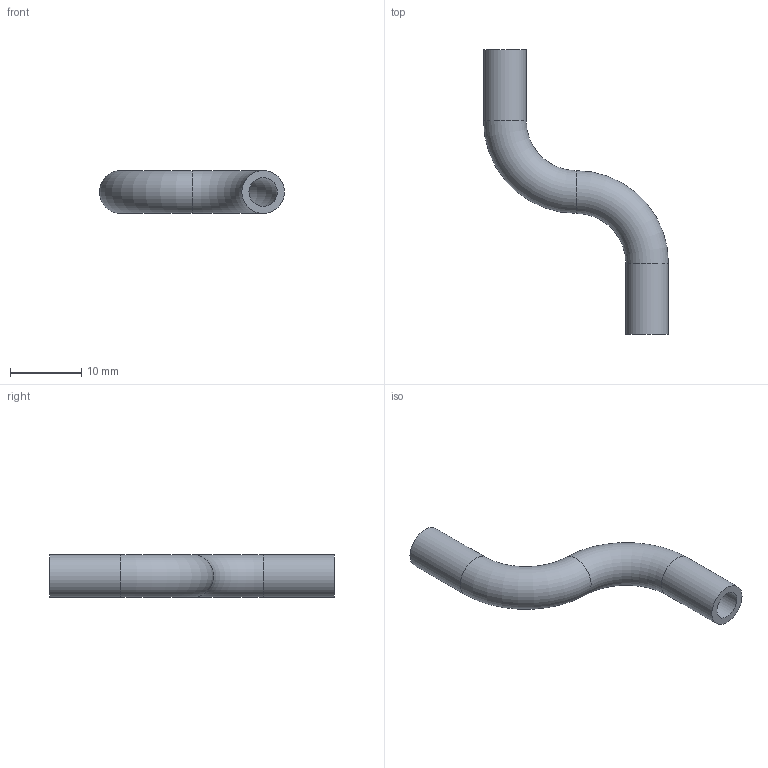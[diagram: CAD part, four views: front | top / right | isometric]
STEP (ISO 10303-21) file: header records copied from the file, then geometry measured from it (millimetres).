
FILE_DESCRIPTION(('FreeCAD Model'),'2;1');
FILE_NAME( 'dobleCodo.step' ,'2022-02-25T17:07:37',('FreeCAD'),('FreeCAD'), 'Open CASCADE STEP processor 7.3','FreeCAD','Unknown');
FILE_SCHEMA(('AUTOMOTIVE_DESIGN { 1 0 10303 214 1 1 1 1 }'));
Length unit declared in the file: millimetre
Products named in the file (1): Open CASCADE STEP translator 7.3 19
Bounding box: 26 x 40 x 6 mm (x, y, z)
Volume: 807.6 mm3; surface area: 1740.9 mm2
Topology: 4 solids, 4 shells, 16 faces, 24 edges, 16 vertices
Faces by surface type: plane 8, torus 4, cylinder 4
Full cylindrical faces by diameter (mm): 4 x2, 6 x2
Entity records: 712 total; most frequent: CARTESIAN_POINT 129, DIRECTION 122, ORIENTED_EDGE 48, PCURVE 48, DEFINITIONAL_REPRESENTATION 48, AXIS2_PLACEMENT_3D 37, LINE 36, VECTOR 36
